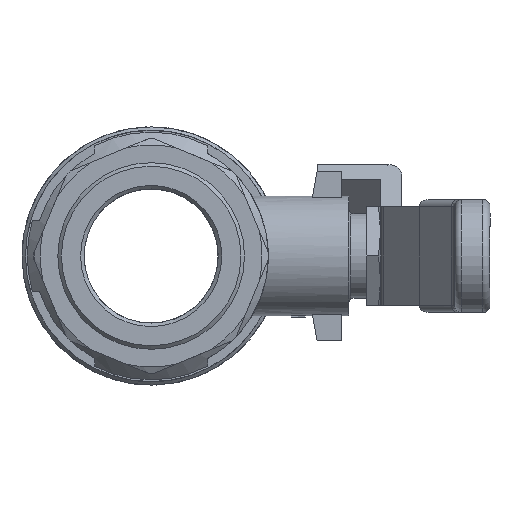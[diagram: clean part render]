
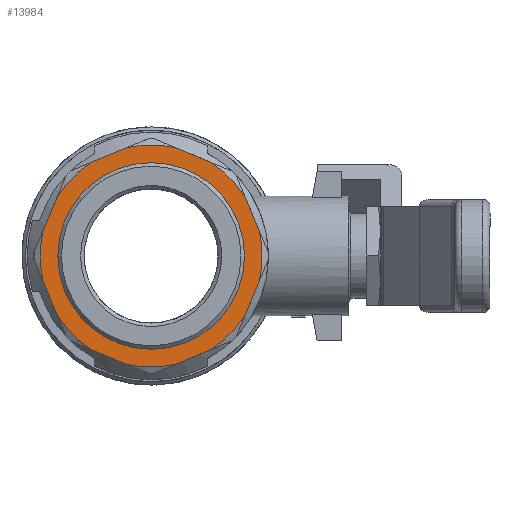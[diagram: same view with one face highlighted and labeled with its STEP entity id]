
A CAD part, front view. The second image highlights one B-rep face of the part: STEP entity #13984.
In plain terms, the highlighted planar face has unit normal (0, -1, 0).
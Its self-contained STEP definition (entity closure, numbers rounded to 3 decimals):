
#321=LINE('',#17797,#742);
#322=LINE('',#17802,#743);
#323=LINE('',#17806,#744);
#324=LINE('',#17810,#745);
#325=LINE('',#17814,#746);
#326=LINE('',#17818,#747);
#327=LINE('',#17822,#748);
#328=LINE('',#17826,#749);
#742=VECTOR('',#15653,1000.);
#743=VECTOR('',#15656,1000.);
#744=VECTOR('',#15659,1000.);
#745=VECTOR('',#15662,1000.);
#746=VECTOR('',#15665,1000.);
#747=VECTOR('',#15668,1000.);
#748=VECTOR('',#15671,1000.);
#749=VECTOR('',#15674,1000.);
#1136=PLANE('',#14728);
#2540=ORIENTED_EDGE('',*,*,#5818,.T.);
#2541=ORIENTED_EDGE('',*,*,#5819,.T.);
#2542=ORIENTED_EDGE('',*,*,#5820,.T.);
#2543=ORIENTED_EDGE('',*,*,#5821,.T.);
#2544=ORIENTED_EDGE('',*,*,#5822,.T.);
#2545=ORIENTED_EDGE('',*,*,#5823,.T.);
#2546=ORIENTED_EDGE('',*,*,#5824,.T.);
#2547=ORIENTED_EDGE('',*,*,#5825,.T.);
#2548=ORIENTED_EDGE('',*,*,#5826,.T.);
#2549=ORIENTED_EDGE('',*,*,#5827,.T.);
#2550=ORIENTED_EDGE('',*,*,#5828,.T.);
#2551=ORIENTED_EDGE('',*,*,#5829,.T.);
#2552=ORIENTED_EDGE('',*,*,#5830,.T.);
#2553=ORIENTED_EDGE('',*,*,#5831,.T.);
#2554=ORIENTED_EDGE('',*,*,#5832,.T.);
#2555=ORIENTED_EDGE('',*,*,#5833,.T.);
#2556=ORIENTED_EDGE('',*,*,#5834,.T.);
#5818=EDGE_CURVE('',#7445,#7445,#8520,.T.);
#5819=EDGE_CURVE('',#7446,#7447,#321,.T.);
#5820=EDGE_CURVE('',#7447,#7448,#8521,.F.);
#5821=EDGE_CURVE('',#7448,#7449,#322,.T.);
#5822=EDGE_CURVE('',#7449,#7450,#8522,.F.);
#5823=EDGE_CURVE('',#7450,#7451,#323,.T.);
#5824=EDGE_CURVE('',#7451,#7452,#8523,.F.);
#5825=EDGE_CURVE('',#7452,#7453,#324,.T.);
#5826=EDGE_CURVE('',#7453,#7454,#8524,.F.);
#5827=EDGE_CURVE('',#7454,#7455,#325,.T.);
#5828=EDGE_CURVE('',#7455,#7456,#8525,.F.);
#5829=EDGE_CURVE('',#7456,#7457,#326,.T.);
#5830=EDGE_CURVE('',#7457,#7458,#8526,.F.);
#5831=EDGE_CURVE('',#7458,#7459,#327,.T.);
#5832=EDGE_CURVE('',#7459,#7460,#8527,.F.);
#5833=EDGE_CURVE('',#7460,#7461,#328,.T.);
#5834=EDGE_CURVE('',#7461,#7446,#8528,.F.);
#7445=VERTEX_POINT('',#17796);
#7446=VERTEX_POINT('',#17798);
#7447=VERTEX_POINT('',#17799);
#7448=VERTEX_POINT('',#17801);
#7449=VERTEX_POINT('',#17803);
#7450=VERTEX_POINT('',#17805);
#7451=VERTEX_POINT('',#17807);
#7452=VERTEX_POINT('',#17809);
#7453=VERTEX_POINT('',#17811);
#7454=VERTEX_POINT('',#17813);
#7455=VERTEX_POINT('',#17815);
#7456=VERTEX_POINT('',#17817);
#7457=VERTEX_POINT('',#17819);
#7458=VERTEX_POINT('',#17821);
#7459=VERTEX_POINT('',#17823);
#7460=VERTEX_POINT('',#17825);
#7461=VERTEX_POINT('',#17827);
#8520=CIRCLE('',#14729,13.221);
#8521=CIRCLE('',#14730,15.734);
#8522=CIRCLE('',#14731,15.734);
#8523=CIRCLE('',#14732,15.734);
#8524=CIRCLE('',#14733,15.734);
#8525=CIRCLE('',#14734,15.734);
#8526=CIRCLE('',#14735,15.734);
#8527=CIRCLE('',#14736,15.734);
#8528=CIRCLE('',#14737,15.734);
#8761=EDGE_LOOP('',(#2540));
#8762=EDGE_LOOP('',(#2541,#2542,#2543,#2544,#2545,#2546,#2547,#2548,#2549,
#2550,#2551,#2552,#2553,#2554,#2555,#2556));
#9560=FACE_BOUND('',#8761,.T.);
#9561=FACE_BOUND('',#8762,.T.);
#13984=ADVANCED_FACE('',(#9560,#9561),#1136,.F.);
#14728=AXIS2_PLACEMENT_3D('',#17794,#15649,#15650);
#14729=AXIS2_PLACEMENT_3D('',#17795,#15651,#15652);
#14730=AXIS2_PLACEMENT_3D('',#17800,#15654,#15655);
#14731=AXIS2_PLACEMENT_3D('',#17804,#15657,#15658);
#14732=AXIS2_PLACEMENT_3D('',#17808,#15660,#15661);
#14733=AXIS2_PLACEMENT_3D('',#17812,#15663,#15664);
#14734=AXIS2_PLACEMENT_3D('',#17816,#15666,#15667);
#14735=AXIS2_PLACEMENT_3D('',#17820,#15669,#15670);
#14736=AXIS2_PLACEMENT_3D('',#17824,#15672,#15673);
#14737=AXIS2_PLACEMENT_3D('',#17828,#15675,#15676);
#15649=DIRECTION('',(0.,1.,0.));
#15650=DIRECTION('',(0.,0.,1.));
#15651=DIRECTION('',(0.,1.,0.));
#15652=DIRECTION('',(1.,0.,0.));
#15653=DIRECTION('',(0.383,0.,0.924));
#15654=DIRECTION('',(0.,1.,0.));
#15655=DIRECTION('',(0.,0.,1.));
#15656=DIRECTION('',(-0.383,0.,0.924));
#15657=DIRECTION('',(0.,1.,0.));
#15658=DIRECTION('',(0.,0.,1.));
#15659=DIRECTION('',(-0.924,0.,0.383));
#15660=DIRECTION('',(0.,1.,0.));
#15661=DIRECTION('',(0.,0.,1.));
#15662=DIRECTION('',(-0.924,0.,-0.383));
#15663=DIRECTION('',(0.,1.,0.));
#15664=DIRECTION('',(0.,0.,1.));
#15665=DIRECTION('',(-0.383,0.,-0.924));
#15666=DIRECTION('',(0.,1.,0.));
#15667=DIRECTION('',(0.,0.,1.));
#15668=DIRECTION('',(0.383,0.,-0.924));
#15669=DIRECTION('',(0.,1.,0.));
#15670=DIRECTION('',(0.,0.,1.));
#15671=DIRECTION('',(0.924,0.,-0.383));
#15672=DIRECTION('',(0.,1.,0.));
#15673=DIRECTION('',(0.,0.,1.));
#15674=DIRECTION('',(0.924,0.,0.383));
#15675=DIRECTION('',(0.,1.,0.));
#15676=DIRECTION('',(0.,0.,1.));
#17794=CARTESIAN_POINT('',(0.,-21.1,0.));
#17795=CARTESIAN_POINT('',(0.,-21.1,0.));
#17796=CARTESIAN_POINT('',(13.221,-21.1,0.));
#17797=CARTESIAN_POINT('',(11.863,-21.1,-11.863));
#17798=CARTESIAN_POINT('',(13.286,-21.1,-8.429));
#17799=CARTESIAN_POINT('',(15.355,-21.1,-3.434));
#17800=CARTESIAN_POINT('',(0.,-21.1,0.));
#17801=CARTESIAN_POINT('',(15.355,-21.1,3.434));
#17802=CARTESIAN_POINT('',(16.777,-21.1,0.));
#17803=CARTESIAN_POINT('',(13.286,-21.1,8.429));
#17804=CARTESIAN_POINT('',(0.,-21.1,0.));
#17805=CARTESIAN_POINT('',(8.429,-21.1,13.286));
#17806=CARTESIAN_POINT('',(11.863,-21.1,11.863));
#17807=CARTESIAN_POINT('',(3.434,-21.1,15.355));
#17808=CARTESIAN_POINT('',(0.,-21.1,0.));
#17809=CARTESIAN_POINT('',(-3.434,-21.1,15.355));
#17810=CARTESIAN_POINT('',(0.,-21.1,16.777));
#17811=CARTESIAN_POINT('',(-8.429,-21.1,13.286));
#17812=CARTESIAN_POINT('',(0.,-21.1,0.));
#17813=CARTESIAN_POINT('',(-13.286,-21.1,8.429));
#17814=CARTESIAN_POINT('',(-11.863,-21.1,11.863));
#17815=CARTESIAN_POINT('',(-15.355,-21.1,3.434));
#17816=CARTESIAN_POINT('',(0.,-21.1,0.));
#17817=CARTESIAN_POINT('',(-15.355,-21.1,-3.434));
#17818=CARTESIAN_POINT('',(-16.777,-21.1,0.));
#17819=CARTESIAN_POINT('',(-13.286,-21.1,-8.429));
#17820=CARTESIAN_POINT('',(0.,-21.1,0.));
#17821=CARTESIAN_POINT('',(-8.429,-21.1,-13.286));
#17822=CARTESIAN_POINT('',(-11.863,-21.1,-11.863));
#17823=CARTESIAN_POINT('',(-3.434,-21.1,-15.355));
#17824=CARTESIAN_POINT('',(0.,-21.1,0.));
#17825=CARTESIAN_POINT('',(3.434,-21.1,-15.355));
#17826=CARTESIAN_POINT('',(0.,-21.1,-16.777));
#17827=CARTESIAN_POINT('',(8.429,-21.1,-13.286));
#17828=CARTESIAN_POINT('',(0.,-21.1,0.));
